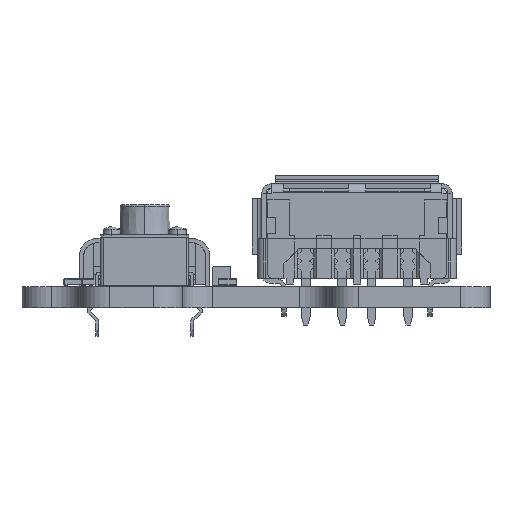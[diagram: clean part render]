
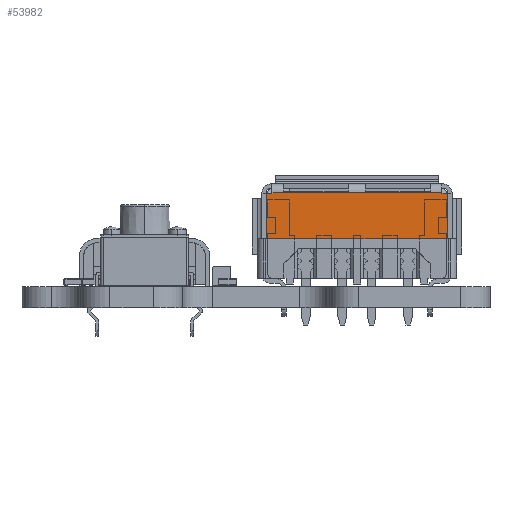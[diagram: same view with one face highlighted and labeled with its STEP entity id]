
A CAD part, left-side view. The second image highlights one B-rep face of the part: STEP entity #53982.
In plain terms, the highlighted face is planar.
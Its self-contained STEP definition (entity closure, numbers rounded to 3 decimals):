
#52968 = VERTEX_POINT('',#52969);
#52969 = CARTESIAN_POINT('',(-4.806,2.784,
    7.1));
#52975 = EDGE_CURVE('',#52968,#52976,#52978,.T.);
#52976 = VERTEX_POINT('',#52977);
#52977 = CARTESIAN_POINT('',(-4.806,2.834,
    7.1));
#52978 = LINE('',#52979,#52980);
#52979 = CARTESIAN_POINT('',(-4.806,2.784,
    7.1));
#52980 = VECTOR('',#52981,1.);
#52981 = DIRECTION('',(0.,1.,0.));
#53016 = VERTEX_POINT('',#53017);
#53017 = CARTESIAN_POINT('',(-5.176,2.784,
    7.1));
#53025 = EDGE_CURVE('',#52968,#53016,#53026,.T.);
#53026 = LINE('',#53027,#53028);
#53027 = CARTESIAN_POINT('',(-4.806,2.784,
    7.1));
#53028 = VECTOR('',#53029,1.);
#53029 = DIRECTION('',(-1.,0.,0.));
#53046 = EDGE_CURVE('',#53016,#53047,#53049,.T.);
#53047 = VERTEX_POINT('',#53048);
#53048 = CARTESIAN_POINT('',(-5.176,-0.316,
    7.1));
#53049 = LINE('',#53050,#53051);
#53050 = CARTESIAN_POINT('',(-5.176,2.784,
    7.1));
#53051 = VECTOR('',#53052,1.);
#53052 = DIRECTION('',(0.,-1.,0.));
#53900 = VERTEX_POINT('',#53901);
#53901 = CARTESIAN_POINT('',(6.814,2.784,7.1
    ));
#53909 = EDGE_CURVE('',#53910,#53900,#53912,.T.);
#53910 = VERTEX_POINT('',#53911);
#53911 = CARTESIAN_POINT('',(7.184,2.784,7.1
    ));
#53912 = LINE('',#53913,#53914);
#53913 = CARTESIAN_POINT('',(7.184,2.784,7.1
    ));
#53914 = VECTOR('',#53915,1.);
#53915 = DIRECTION('',(-1.,0.,0.));
#53947 = EDGE_CURVE('',#53948,#53910,#53950,.T.);
#53948 = VERTEX_POINT('',#53949);
#53949 = CARTESIAN_POINT('',(7.184,-0.316,
    7.1));
#53950 = LINE('',#53951,#53952);
#53951 = CARTESIAN_POINT('',(7.184,-0.316,
    7.1));
#53952 = VECTOR('',#53953,1.);
#53953 = DIRECTION('',(0.,1.,0.));
#53969 = EDGE_CURVE('',#53047,#53948,#53970,.T.);
#53970 = LINE('',#53971,#53972);
#53971 = CARTESIAN_POINT('',(-5.176,-0.316,
    7.1));
#53972 = VECTOR('',#53973,1.);
#53973 = DIRECTION('',(1.,0.,0.));
#53982 = ADVANCED_FACE('',(#53983),#54005,.T.);
#53983 = FACE_BOUND('',#53984,.T.);
#53984 = EDGE_LOOP('',(#53985,#53986,#53987,#53995,#54001,#54002,#54003,
    #54004));
#53985 = ORIENTED_EDGE('',*,*,#53947,.T.);
#53986 = ORIENTED_EDGE('',*,*,#53909,.T.);
#53987 = ORIENTED_EDGE('',*,*,#53988,.F.);
#53988 = EDGE_CURVE('',#53989,#53900,#53991,.T.);
#53989 = VERTEX_POINT('',#53990);
#53990 = CARTESIAN_POINT('',(6.814,2.834,7.1
    ));
#53991 = LINE('',#53992,#53993);
#53992 = CARTESIAN_POINT('',(6.814,2.834,7.1
    ));
#53993 = VECTOR('',#53994,1.);
#53994 = DIRECTION('',(0.,-1.,0.));
#53995 = ORIENTED_EDGE('',*,*,#53996,.F.);
#53996 = EDGE_CURVE('',#52976,#53989,#53997,.T.);
#53997 = LINE('',#53998,#53999);
#53998 = CARTESIAN_POINT('',(-4.806,2.834,
    7.1));
#53999 = VECTOR('',#54000,1.);
#54000 = DIRECTION('',(1.,0.,0.));
#54001 = ORIENTED_EDGE('',*,*,#52975,.F.);
#54002 = ORIENTED_EDGE('',*,*,#53025,.T.);
#54003 = ORIENTED_EDGE('',*,*,#53046,.T.);
#54004 = ORIENTED_EDGE('',*,*,#53969,.T.);
#54005 = PLANE('',#54006);
#54006 = AXIS2_PLACEMENT_3D('',#54007,#54008,#54009);
#54007 = CARTESIAN_POINT('',(1.004,1.259,7.1
    ));
#54008 = DIRECTION('',(0.,0.,1.));
#54009 = DIRECTION('',(0.,-1.,0.));
